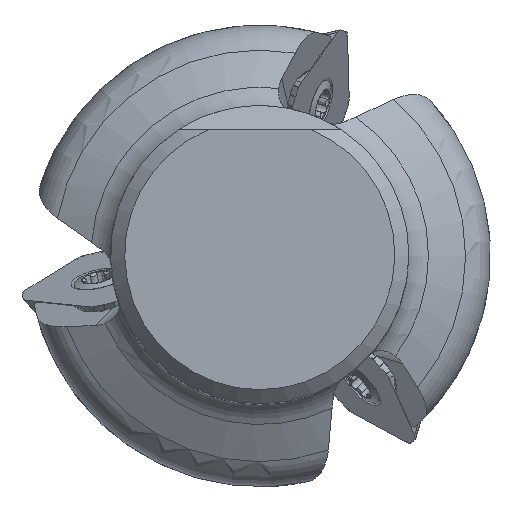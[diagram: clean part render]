
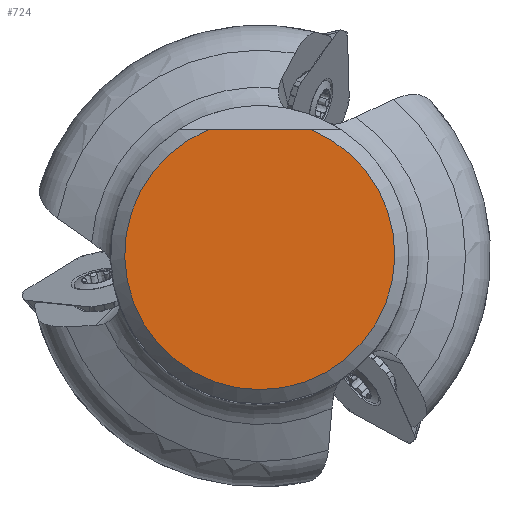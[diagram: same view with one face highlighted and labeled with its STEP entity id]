
A CAD part, top view. The second image highlights one B-rep face of the part: STEP entity #724.
In plain terms, the highlighted planar face has unit normal (0, 0, 1).
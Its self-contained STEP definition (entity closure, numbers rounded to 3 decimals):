
#392=FACE_OUTER_BOUND('',#1544,.T.);
#724=ADVANCED_FACE('',(#392),#1028,.T.);
#1028=PLANE('',#7047);
#1240=CIRCLE('',#7046,14.371);
#1544=EDGE_LOOP('',(#3132,#3133));
#2080=LINE('',#10921,#2395);
#2395=VECTOR('',#7974,1.);
#3132=ORIENTED_EDGE('',*,*,#5712,.F.);
#3133=ORIENTED_EDGE('',*,*,#5713,.T.);
#4966=VERTEX_POINT('',#10922);
#4967=VERTEX_POINT('',#10923);
#5712=EDGE_CURVE('',#4966,#4967,#2080,.T.);
#5713=EDGE_CURVE('',#4966,#4967,#1240,.T.);
#7046=AXIS2_PLACEMENT_3D('',#10924,#7975,#7976);
#7047=AXIS2_PLACEMENT_3D('',#10925,#7977,#7978);
#7974=DIRECTION('',(1.,0.,0.));
#7975=DIRECTION('',(0.,0.,1.));
#7976=DIRECTION('',(1.,0.,0.));
#7977=DIRECTION('',(0.,0.,1.));
#7978=DIRECTION('',(1.,0.,0.));
#10921=CARTESIAN_POINT('',(0.,13.289,0.));
#10922=CARTESIAN_POINT('',(-5.471,13.289,0.));
#10923=CARTESIAN_POINT('',(5.471,13.289,0.));
#10924=CARTESIAN_POINT('',(0.,0.,0.));
#10925=CARTESIAN_POINT('',(0.,0.,0.));
